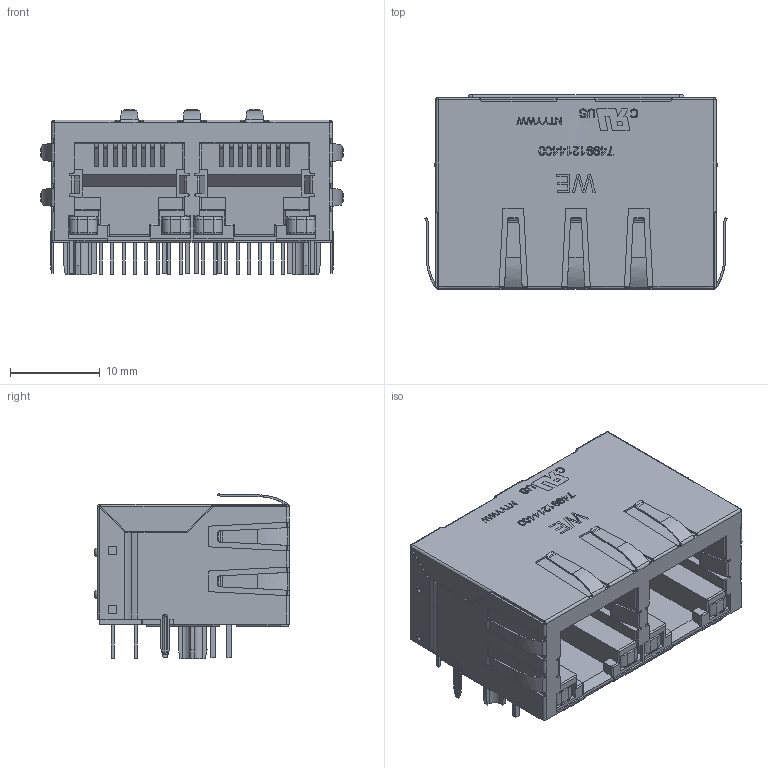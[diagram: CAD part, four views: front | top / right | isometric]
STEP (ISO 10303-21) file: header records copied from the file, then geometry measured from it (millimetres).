
FILE_DESCRIPTION(/* description */ ('Unknown'),/* implementation_level */ '2;1');
FILE_NAME(/* name */ 'T_Wurth_WE-RJ45LAN_74991214400',/* time_stamp */ '2025-08-21T17:18:00+08:00',/* author */ ('Unknown'),/* organization */ ('Unknown'),/* preprocessor_version */ 'ST-DEVELOPER v19.4',/* originating_system */ 'Solid Edge',/* authorisation */ 'Unknown');
FILE_SCHEMA (('AUTOMOTIVE_DESIGN {1 0 10303 214 3 1 1}'));
Length unit declared in the file: millimetre
Products named in the file (2): T_Wurth_WE-RJ45LAN_74991214400
Assembly tree (1 placements, depth 2):
  T_Wurth_WE-RJ45LAN_74991214400
    T_Wurth_WE-RJ45LAN_74991214400
Bounding box: 33.69 x 21.65 x 18.45 mm (x, y, z)
Volume: 6680.5 mm3; surface area: 5437.9 mm2
Topology: 1 solids, 3 shells, 1460 faces, 3780 edges, 2397 vertices
Faces by surface type: plane 908, cylinder 399, bspline 86, torus 40, cone 15, sphere 12
Entity records: 55678 total; most frequent: CARTESIAN_POINT 10951, ORIENTED_EDGE 7524, DIRECTION 6517, EDGE_CURVE 3762, LINE 2397, VECTOR 2397, VERTEX_POINT 2397, AXIS2_PLACEMENT_3D 2060
